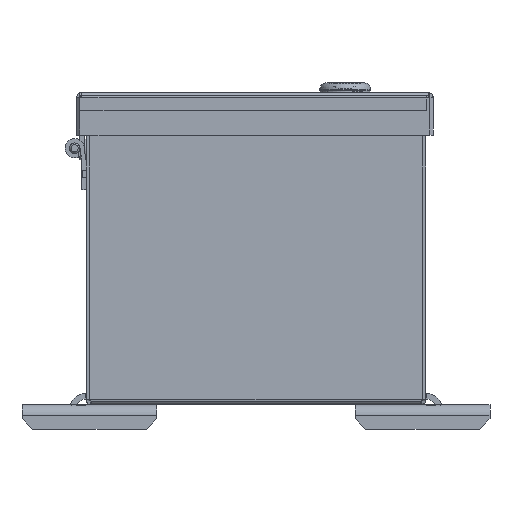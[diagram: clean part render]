
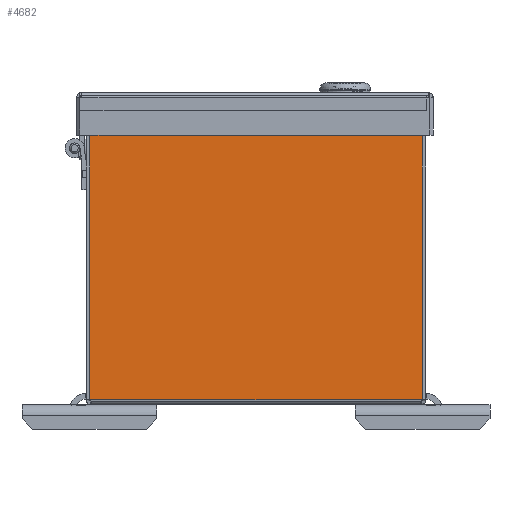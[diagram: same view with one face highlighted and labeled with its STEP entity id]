
A CAD part, front view. The second image highlights one B-rep face of the part: STEP entity #4682.
In plain terms, the highlighted planar face has unit normal (0, -1, 0).
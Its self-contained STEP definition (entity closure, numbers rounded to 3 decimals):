
#4682 = ADVANCED_FACE( '', ( #9576 ), #9577, .F. );
#9576 = FACE_OUTER_BOUND( '', #35204, .T. );
#9577 = PLANE( '', #35205 );
#35204 = EDGE_LOOP( '', ( #55469, #55470, #55471, #55472, #55473, #55474 ) );
#35205 = AXIS2_PLACEMENT_3D( '', #55475, #55476, #55477 );
#55469 = ORIENTED_EDGE( '', *, *, #63579, .T. );
#55470 = ORIENTED_EDGE( '', *, *, #62390, .F. );
#55471 = ORIENTED_EDGE( '', *, *, #63859, .T. );
#55472 = ORIENTED_EDGE( '', *, *, #63860, .T. );
#55473 = ORIENTED_EDGE( '', *, *, #63861, .T. );
#55474 = ORIENTED_EDGE( '', *, *, #63710, .T. );
#55475 = CARTESIAN_POINT( '', ( -520.548, -457.2, 0. ) );
#55476 = DIRECTION( '', ( 0., 1., 0. ) );
#55477 = DIRECTION( '', ( 0., 0., 1. ) );
#62390 = EDGE_CURVE( '', #64579, #68939, #69386, .T. );
#63579 = EDGE_CURVE( '', #70961, #68939, #70962, .T. );
#63710 = EDGE_CURVE( '', #71112, #70961, #71113, .T. );
#63859 = EDGE_CURVE( '', #64579, #71285, #71286, .T. );
#63860 = EDGE_CURVE( '', #71285, #70811, #71287, .F. );
#63861 = EDGE_CURVE( '', #70811, #71112, #71288, .T. );
#64579 = VERTEX_POINT( '', #72136 );
#68939 = VERTEX_POINT( '', #82739 );
#69386 = LINE( '', #83964, #83965 );
#70811 = VERTEX_POINT( '', #88191 );
#70961 = VERTEX_POINT( '', #88562 );
#70962 = LINE( '', #88563, #88564 );
#71112 = VERTEX_POINT( '', #88894 );
#71113 = LINE( '', #88895, #88896 );
#71285 = VERTEX_POINT( '', #89365 );
#71286 = LINE( '', #89366, #89367 );
#71287 = LINE( '', #89368, #89369 );
#71288 = LINE( '', #89370, #89371 );
#72136 = CARTESIAN_POINT( '', ( -74.663, -457.2, 124.663 ) );
#82739 = CARTESIAN_POINT( '', ( 74.663, -457.2, 124.663 ) );
#83964 = CARTESIAN_POINT( '', ( -520.548, -457.2, 124.663 ) );
#83965 = VECTOR( '', #92982, 1000. );
#88191 = CARTESIAN_POINT( '', ( -74.673, -457.2, 2.337 ) );
#88562 = CARTESIAN_POINT( '', ( 74.673, -457.2, 124.653 ) );
#88563 = CARTESIAN_POINT( '', ( 75.208, -457.2, 124.118 ) );
#88564 = VECTOR( '', #93674, 1000. );
#88894 = CARTESIAN_POINT( '', ( 74.673, -457.2, 2.337 ) );
#88895 = CARTESIAN_POINT( '', ( 74.673, -457.2, 0. ) );
#88896 = VECTOR( '', #93752, 1000. );
#89365 = CARTESIAN_POINT( '', ( -74.673, -457.2, 124.653 ) );
#89366 = CARTESIAN_POINT( '', ( -64.817, -457.2, 134.509 ) );
#89367 = VECTOR( '', #93827, 1000. );
#89368 = CARTESIAN_POINT( '', ( -74.673, -457.2, 0. ) );
#89369 = VECTOR( '', #93828, 1000. );
#89370 = CARTESIAN_POINT( '', ( -520.548, -457.2, 2.337 ) );
#89371 = VECTOR( '', #93829, 1000. );
#92982 = DIRECTION( '', ( 1., 0., 0. ) );
#93674 = DIRECTION( '', ( -0.707, 0., 0.707 ) );
#93752 = DIRECTION( '', ( 0., 0., 1. ) );
#93827 = DIRECTION( '', ( -0.707, 0., -0.707 ) );
#93828 = DIRECTION( '', ( 0., 0., 1. ) );
#93829 = DIRECTION( '', ( 1., 0., 0. ) );
